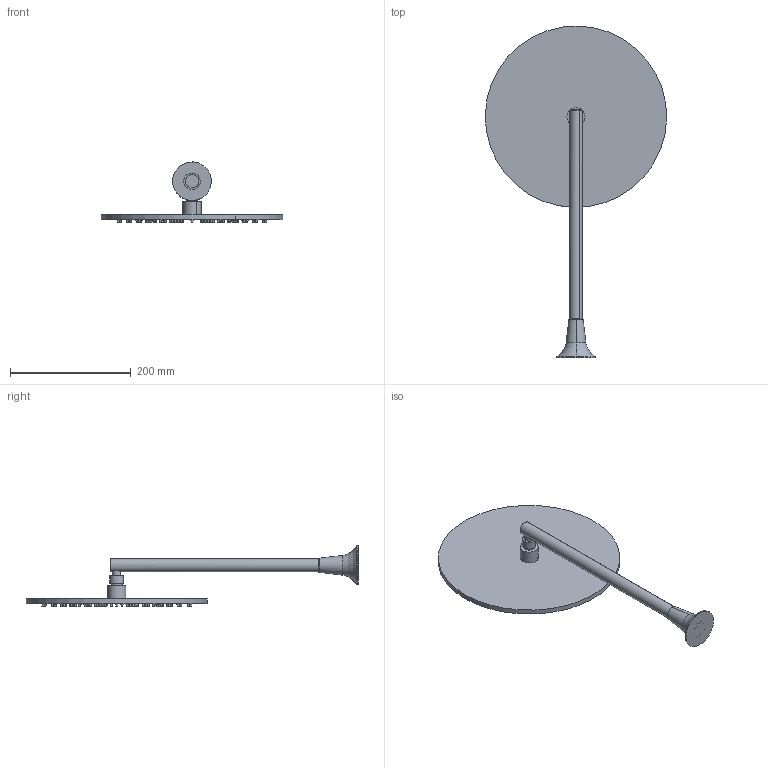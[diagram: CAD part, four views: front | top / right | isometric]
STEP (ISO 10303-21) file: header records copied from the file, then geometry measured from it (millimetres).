
FILE_DESCRIPTION(('CATIA V5 STEP Exchange'),'2;1');
FILE_NAME('VI 01319 0 Braccio doccia int.400mm con soffione D300mm.stp','2018-11-19T09:14:44+00:00',('none'),('none'),'Version 5-6 Release 2013','CATIA V5 STEP AP203','none');
FILE_SCHEMA(('CONFIG_CONTROL_DESIGN'));
Length unit declared in the file: millimetre
Products named in the file (1): VI 01319 0
Bounding box: 299.92 x 548.96 x 99.5 mm (x, y, z)
Volume: 780341.2 mm3; surface area: 193821.2 mm2
Topology: 1 solids, 3 shells, 421 faces, 853 edges, 568 vertices
Faces by surface type: cone 252, plane 137, cylinder 22, torus 10
Entity records: 10142 total; most frequent: CARTESIAN_POINT 1765, ORIENTED_EDGE 1706, DIRECTION 1407, EDGE_CURVE 853, AXIS2_PLACEMENT_3D 852, CIRCLE 570, VERTEX_POINT 568, EDGE_LOOP 555
